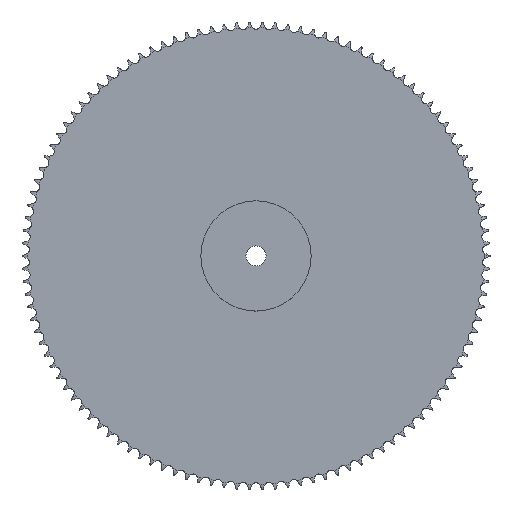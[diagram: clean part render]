
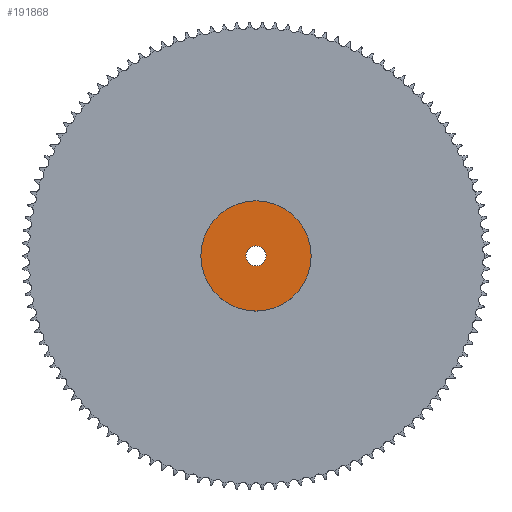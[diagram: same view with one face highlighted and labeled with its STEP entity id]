
A CAD part, top view. The second image highlights one B-rep face of the part: STEP entity #191868.
In plain terms, the highlighted planar face has unit normal (0, 0, 1).
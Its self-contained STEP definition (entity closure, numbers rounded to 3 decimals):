
#101660 = CYLINDRICAL_SURFACE('',#101661,10.);
#101661 = AXIS2_PLACEMENT_3D('',#101662,#101663,#101664);
#101662 = CARTESIAN_POINT('',(0.,0.,679.362));
#101663 = DIRECTION('',(0.,0.,1.));
#101664 = DIRECTION('',(1.,0.,0.));
#131664 = EDGE_CURVE('',#131665,#131665,#131667,.T.);
#131665 = VERTEX_POINT('',#131666);
#131666 = CARTESIAN_POINT('',(10.,0.,55.));
#131667 = SURFACE_CURVE('',#131668,(#131673,#131680),.PCURVE_S1.);
#131668 = CIRCLE('',#131669,10.);
#131669 = AXIS2_PLACEMENT_3D('',#131670,#131671,#131672);
#131670 = CARTESIAN_POINT('',(0.,0.,55.));
#131671 = DIRECTION('',(0.,0.,1.));
#131672 = DIRECTION('',(1.,0.,0.));
#131673 = PCURVE('',#101660,#131674);
#131674 = DEFINITIONAL_REPRESENTATION('',(#131675),#131679);
#131675 = LINE('',#131676,#131677);
#131676 = CARTESIAN_POINT('',(0.,-624.362));
#131677 = VECTOR('',#131678,1.);
#131678 = DIRECTION('',(1.,0.));
#131679 = ( GEOMETRIC_REPRESENTATION_CONTEXT(2) 
PARAMETRIC_REPRESENTATION_CONTEXT() REPRESENTATION_CONTEXT('2D SPACE',''
  ) );
#131680 = PCURVE('',#131681,#131686);
#131681 = PLANE('',#131682);
#131682 = AXIS2_PLACEMENT_3D('',#131683,#131684,#131685);
#131683 = CARTESIAN_POINT('',(0.,0.,55.
    ));
#131684 = DIRECTION('',(0.,0.,1.));
#131685 = DIRECTION('',(1.,0.,0.));
#131686 = DEFINITIONAL_REPRESENTATION('',(#131687),#131691);
#131687 = CIRCLE('',#131688,10.);
#131688 = AXIS2_PLACEMENT_2D('',#131689,#131690);
#131689 = CARTESIAN_POINT('',(0.,0.));
#131690 = DIRECTION('',(1.,0.));
#131691 = ( GEOMETRIC_REPRESENTATION_CONTEXT(2) 
PARAMETRIC_REPRESENTATION_CONTEXT() REPRESENTATION_CONTEXT('2D SPACE',''
  ) );
#191868 = ADVANCED_FACE('',(#191869,#191900),#131681,.T.);
#191869 = FACE_BOUND('',#191870,.T.);
#191870 = EDGE_LOOP('',(#191871));
#191871 = ORIENTED_EDGE('',*,*,#191872,.T.);
#191872 = EDGE_CURVE('',#191873,#191873,#191875,.T.);
#191873 = VERTEX_POINT('',#191874);
#191874 = CARTESIAN_POINT('',(55.,0.,55.));
#191875 = SURFACE_CURVE('',#191876,(#191881,#191888),.PCURVE_S1.);
#191876 = CIRCLE('',#191877,55.);
#191877 = AXIS2_PLACEMENT_3D('',#191878,#191879,#191880);
#191878 = CARTESIAN_POINT('',(0.,0.,55.));
#191879 = DIRECTION('',(0.,0.,1.));
#191880 = DIRECTION('',(1.,0.,0.));
#191881 = PCURVE('',#131681,#191882);
#191882 = DEFINITIONAL_REPRESENTATION('',(#191883),#191887);
#191883 = CIRCLE('',#191884,55.);
#191884 = AXIS2_PLACEMENT_2D('',#191885,#191886);
#191885 = CARTESIAN_POINT('',(0.,0.));
#191886 = DIRECTION('',(1.,0.));
#191887 = ( GEOMETRIC_REPRESENTATION_CONTEXT(2) 
PARAMETRIC_REPRESENTATION_CONTEXT() REPRESENTATION_CONTEXT('2D SPACE',''
  ) );
#191888 = PCURVE('',#191889,#191894);
#191889 = CYLINDRICAL_SURFACE('',#191890,55.);
#191890 = AXIS2_PLACEMENT_3D('',#191891,#191892,#191893);
#191891 = CARTESIAN_POINT('',(0.,0.,0.));
#191892 = DIRECTION('',(-0.,-0.,-1.));
#191893 = DIRECTION('',(1.,0.,0.));
#191894 = DEFINITIONAL_REPRESENTATION('',(#191895),#191899);
#191895 = LINE('',#191896,#191897);
#191896 = CARTESIAN_POINT('',(-0.,-55.));
#191897 = VECTOR('',#191898,1.);
#191898 = DIRECTION('',(-1.,0.));
#191899 = ( GEOMETRIC_REPRESENTATION_CONTEXT(2) 
PARAMETRIC_REPRESENTATION_CONTEXT() REPRESENTATION_CONTEXT('2D SPACE',''
  ) );
#191900 = FACE_BOUND('',#191901,.T.);
#191901 = EDGE_LOOP('',(#191902));
#191902 = ORIENTED_EDGE('',*,*,#131664,.F.);
